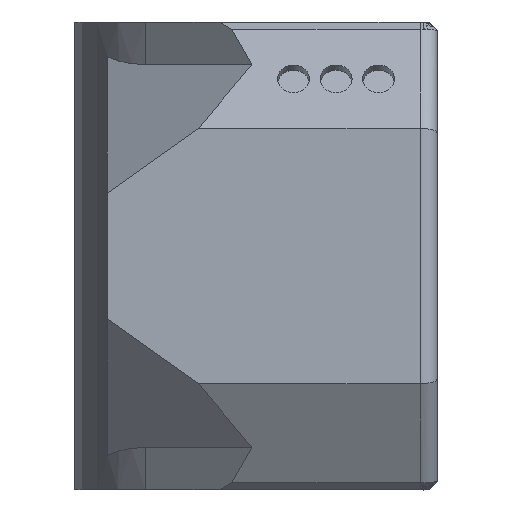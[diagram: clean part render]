
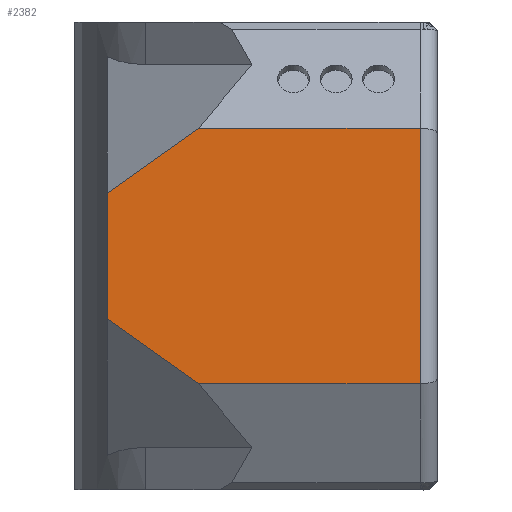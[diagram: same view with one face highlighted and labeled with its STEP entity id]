
A CAD part, left-side view. The second image highlights one B-rep face of the part: STEP entity #2382.
In plain terms, the highlighted planar face has unit normal (-1, 0, 0).
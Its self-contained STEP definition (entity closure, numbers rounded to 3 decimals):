
#263=LINE('',#7982,#454);
#313=LINE('',#8122,#504);
#324=LINE('',#8148,#515);
#343=LINE('',#8181,#534);
#344=LINE('',#8183,#535);
#345=LINE('',#8184,#536);
#454=VECTOR('',#2978,10.);
#504=VECTOR('',#3124,10.);
#515=VECTOR('',#3147,10.);
#534=VECTOR('',#3188,10.);
#535=VECTOR('',#3191,10.);
#536=VECTOR('',#3192,10.);
#655=FACE_OUTER_BOUND('',#785,.T.);
#785=EDGE_LOOP('',(#2063,#2064,#2065,#2066,#2067,#2068));
#1100=VERTEX_POINT('',#7973);
#1102=VERTEX_POINT('',#7979);
#1143=VERTEX_POINT('',#8118);
#1144=VERTEX_POINT('',#8120);
#1152=VERTEX_POINT('',#8146);
#1153=VERTEX_POINT('',#8147);
#1395=EDGE_CURVE('',#1102,#1100,#263,.T.);
#1469=EDGE_CURVE('',#1143,#1144,#313,.T.);
#1480=EDGE_CURVE('',#1152,#1153,#324,.T.);
#1499=EDGE_CURVE('',#1100,#1143,#343,.T.);
#1500=EDGE_CURVE('',#1152,#1144,#344,.T.);
#1501=EDGE_CURVE('',#1102,#1153,#345,.T.);
#2063=ORIENTED_EDGE('',*,*,#1395,.T.);
#2064=ORIENTED_EDGE('',*,*,#1499,.T.);
#2065=ORIENTED_EDGE('',*,*,#1469,.T.);
#2066=ORIENTED_EDGE('',*,*,#1500,.F.);
#2067=ORIENTED_EDGE('',*,*,#1480,.T.);
#2068=ORIENTED_EDGE('',*,*,#1501,.F.);
#2262=PLANE('',#2614);
#2382=ADVANCED_FACE('',(#655),#2262,.F.);
#2614=AXIS2_PLACEMENT_3D('',#8182,#3189,#3190);
#2978=DIRECTION('',(0.,0.,1.));
#3124=DIRECTION('',(0.,0.815,-0.58));
#3147=DIRECTION('',(0.,-0.815,-0.58));
#3188=DIRECTION('',(0.,1.,0.));
#3189=DIRECTION('center_axis',(1.,0.,0.));
#3190=DIRECTION('ref_axis',(0.,0.,-1.));
#3191=DIRECTION('',(0.,0.,1.));
#3192=DIRECTION('',(0.,1.,0.));
#7973=CARTESIAN_POINT('',(-15.,-4.6,14.2));
#7979=CARTESIAN_POINT('',(-15.,-4.6,2.2));
#7982=CARTESIAN_POINT('',(-15.,-4.6,2.2));
#8118=CARTESIAN_POINT('',(-15.,5.818,14.2));
#8120=CARTESIAN_POINT('',(-15.,10.1,11.154));
#8122=CARTESIAN_POINT('',(-15.,6.894,13.435));
#8146=CARTESIAN_POINT('',(-15.,10.1,5.246));
#8147=CARTESIAN_POINT('',(-15.,5.818,2.2));
#8148=CARTESIAN_POINT('',(-15.,6.894,2.965));
#8181=CARTESIAN_POINT('',(-15.,1.592,14.2));
#8182=CARTESIAN_POINT('Origin',(-15.,3.773,8.2));
#8183=CARTESIAN_POINT('',(-15.,10.1,8.2));
#8184=CARTESIAN_POINT('',(-15.,2.305,2.2));
